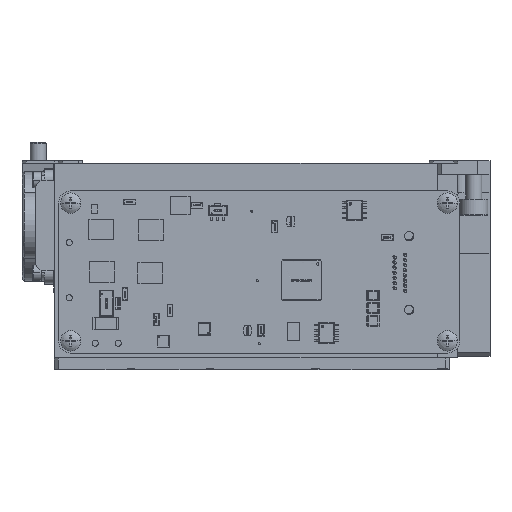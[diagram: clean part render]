
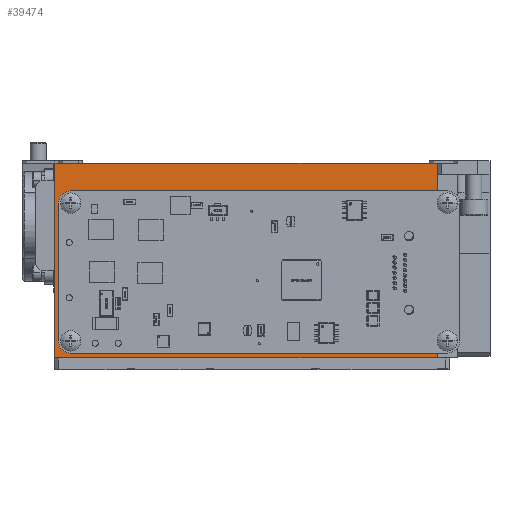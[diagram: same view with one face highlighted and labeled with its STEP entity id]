
A CAD part, front view. The second image highlights one B-rep face of the part: STEP entity #39474.
In plain terms, the highlighted planar face has unit normal (0, -1, 0).
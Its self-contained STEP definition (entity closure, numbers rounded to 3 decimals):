
#3677=DIRECTION('',(0.078,0.,-0.997));
#3678=VECTOR('',#3677,0.472);
#3679=CARTESIAN_POINT('',(-77.709,-24.7,-4.25));
#3680=LINE('',#3679,#3678);
#3681=DIRECTION('',(0.233,0.,-0.972));
#3682=VECTOR('',#3681,0.472);
#3683=CARTESIAN_POINT('',(-77.672,-24.7,-4.721));
#3684=LINE('',#3683,#3682);
#3685=DIRECTION('',(0.383,0.,-0.924));
#3686=VECTOR('',#3685,0.472);
#3687=CARTESIAN_POINT('',(-77.562,-24.7,-5.18));
#3688=LINE('',#3687,#3686);
#3689=DIRECTION('',(0.523,0.,-0.853));
#3690=VECTOR('',#3689,0.472);
#3691=CARTESIAN_POINT('',(-77.381,-24.7,-5.616));
#3692=LINE('',#3691,#3690);
#3693=DIRECTION('',(0.649,0.,-0.76));
#3694=VECTOR('',#3693,0.472);
#3695=CARTESIAN_POINT('',(-77.135,-24.7,-6.019));
#3696=LINE('',#3695,#3694);
#3697=DIRECTION('',(0.76,0.,-0.649));
#3698=VECTOR('',#3697,0.472);
#3699=CARTESIAN_POINT('',(-76.828,-24.7,-6.378));
#3700=LINE('',#3699,#3698);
#3701=DIRECTION('',(0.853,0.,-0.523));
#3702=VECTOR('',#3701,0.472);
#3703=CARTESIAN_POINT('',(-76.469,-24.7,-6.685));
#3704=LINE('',#3703,#3702);
#3705=DIRECTION('',(0.924,0.,-0.383));
#3706=VECTOR('',#3705,0.472);
#3707=CARTESIAN_POINT('',(-76.066,-24.7,-6.931));
#3708=LINE('',#3707,#3706);
#3709=DIRECTION('',(0.972,0.,-0.233));
#3710=VECTOR('',#3709,0.472);
#3711=CARTESIAN_POINT('',(-75.63,-24.7,-7.112));
#3712=LINE('',#3711,#3710);
#3713=CARTESIAN_POINT('',(-75.171,-24.7,-7.222));
#3714=CARTESIAN_POINT('',(-75.014,-24.7,-7.235));
#3715=CARTESIAN_POINT('',(-74.857,-24.7,-7.242));
#3716=CARTESIAN_POINT('',(-74.7,-24.7,-7.255));
#3718=DIRECTION('',(-1.,0.,0.));
#3719=VECTOR('',#3718,90.5);
#3720=CARTESIAN_POINT('',(15.8,-24.7,-7.259));
#3721=LINE('',#3720,#3719);
#3722=DIRECTION('',(0.,0.,1.));
#3723=VECTOR('',#3722,1.191);
#3724=CARTESIAN_POINT('',(15.8,-24.7,-8.45));
#3725=LINE('',#3724,#3723);
#3726=DIRECTION('',(1.,0.,0.));
#3727=VECTOR('',#3726,94.5);
#3728=CARTESIAN_POINT('',(-78.7,-24.7,-8.45));
#3729=LINE('',#3728,#3727);
#3730=DIRECTION('',(0.,0.,-1.));
#3731=VECTOR('',#3730,48.);
#3732=CARTESIAN_POINT('',(-78.7,-24.7,39.55));
#3733=LINE('',#3732,#3731);
#3734=DIRECTION('',(-1.,0.,0.));
#3735=VECTOR('',#3734,94.5);
#3736=CARTESIAN_POINT('',(15.8,-24.7,39.55));
#3737=LINE('',#3736,#3735);
#3738=DIRECTION('',(0.,0.,1.));
#3739=VECTOR('',#3738,6.8);
#3740=CARTESIAN_POINT('',(15.8,-24.7,32.75));
#3741=LINE('',#3740,#3739);
#3742=DIRECTION('',(-1.,0.,0.));
#3743=VECTOR('',#3742,90.5);
#3744=CARTESIAN_POINT('',(15.8,-24.7,32.75));
#3745=LINE('',#3744,#3743);
#3746=DIRECTION('',(-0.997,0.,-0.078));
#3747=VECTOR('',#3746,0.472);
#3748=CARTESIAN_POINT('',(-74.7,-24.7,32.759));
#3749=LINE('',#3748,#3747);
#3750=DIRECTION('',(-0.972,0.,-0.233));
#3751=VECTOR('',#3750,0.472);
#3752=CARTESIAN_POINT('',(-75.171,-24.7,32.722));
#3753=LINE('',#3752,#3751);
#3754=DIRECTION('',(-0.924,0.,-0.383));
#3755=VECTOR('',#3754,0.472);
#3756=CARTESIAN_POINT('',(-75.63,-24.7,32.612));
#3757=LINE('',#3756,#3755);
#3758=DIRECTION('',(-0.853,0.,-0.523));
#3759=VECTOR('',#3758,0.472);
#3760=CARTESIAN_POINT('',(-76.066,-24.7,32.431));
#3761=LINE('',#3760,#3759);
#3762=DIRECTION('',(-0.76,0.,-0.649));
#3763=VECTOR('',#3762,0.472);
#3764=CARTESIAN_POINT('',(-76.469,-24.7,32.185));
#3765=LINE('',#3764,#3763);
#3766=DIRECTION('',(-0.649,0.,-0.76));
#3767=VECTOR('',#3766,0.472);
#3768=CARTESIAN_POINT('',(-76.828,-24.7,31.878));
#3769=LINE('',#3768,#3767);
#3770=DIRECTION('',(-0.523,0.,-0.853));
#3771=VECTOR('',#3770,0.472);
#3772=CARTESIAN_POINT('',(-77.135,-24.7,31.519));
#3773=LINE('',#3772,#3771);
#3774=DIRECTION('',(-0.383,0.,-0.924));
#3775=VECTOR('',#3774,0.472);
#3776=CARTESIAN_POINT('',(-77.381,-24.7,31.116));
#3777=LINE('',#3776,#3775);
#3778=DIRECTION('',(-0.233,0.,-0.972));
#3779=VECTOR('',#3778,0.472);
#3780=CARTESIAN_POINT('',(-77.562,-24.7,30.68));
#3781=LINE('',#3780,#3779);
#3782=CARTESIAN_POINT('',(-77.672,-24.7,30.221));
#3783=CARTESIAN_POINT('',(-77.685,-24.7,30.064));
#3784=CARTESIAN_POINT('',(-77.692,-24.7,29.907));
#3785=CARTESIAN_POINT('',(-77.705,-24.7,29.75));
#3787=DIRECTION('',(0.,0.,-1.));
#3788=VECTOR('',#3787,34.);
#3789=CARTESIAN_POINT('',(-77.705,-24.7,29.75));
#3790=LINE('',#3789,#3788);
#29908=CARTESIAN_POINT('',(-78.7,-24.7,-8.45));
#29909=CARTESIAN_POINT('',(15.8,-24.7,-8.45));
#29910=VERTEX_POINT('',#29908);
#29911=VERTEX_POINT('',#29909);
#29912=CARTESIAN_POINT('',(15.8,-24.7,39.55));
#29913=CARTESIAN_POINT('',(-78.7,-24.7,39.55));
#29914=VERTEX_POINT('',#29912);
#29915=VERTEX_POINT('',#29913);
#35299=CARTESIAN_POINT('',(-77.709,-24.7,-4.25));
#35300=CARTESIAN_POINT('',(-77.672,-24.7,-4.721));
#35301=VERTEX_POINT('',#35299);
#35302=VERTEX_POINT('',#35300);
#35303=CARTESIAN_POINT('',(-77.562,-24.7,-5.18));
#35304=VERTEX_POINT('',#35303);
#35305=CARTESIAN_POINT('',(-77.381,-24.7,-5.616));
#35306=VERTEX_POINT('',#35305);
#35307=CARTESIAN_POINT('',(-77.135,-24.7,-6.019));
#35308=VERTEX_POINT('',#35307);
#35309=CARTESIAN_POINT('',(-76.828,-24.7,-6.378));
#35310=VERTEX_POINT('',#35309);
#35311=CARTESIAN_POINT('',(-76.469,-24.7,-6.685));
#35312=VERTEX_POINT('',#35311);
#35313=CARTESIAN_POINT('',(-76.066,-24.7,-6.931));
#35314=VERTEX_POINT('',#35313);
#35315=CARTESIAN_POINT('',(-75.63,-24.7,-7.112));
#35316=VERTEX_POINT('',#35315);
#35317=CARTESIAN_POINT('',(-75.171,-24.7,-7.222));
#35318=VERTEX_POINT('',#35317);
#35319=VERTEX_POINT('',#3716);
#35320=CARTESIAN_POINT('',(15.8,-24.7,-7.259));
#35321=VERTEX_POINT('',#35320);
#35322=CARTESIAN_POINT('',(15.8,-24.7,32.75));
#35323=CARTESIAN_POINT('',(-74.7,-24.7,32.759));
#35324=VERTEX_POINT('',#35322);
#35325=VERTEX_POINT('',#35323);
#35326=CARTESIAN_POINT('',(-75.171,-24.7,32.722));
#35327=VERTEX_POINT('',#35326);
#35328=CARTESIAN_POINT('',(-75.63,-24.7,32.612));
#35329=VERTEX_POINT('',#35328);
#35330=CARTESIAN_POINT('',(-76.066,-24.7,32.431));
#35331=VERTEX_POINT('',#35330);
#35332=CARTESIAN_POINT('',(-76.469,-24.7,32.185));
#35333=VERTEX_POINT('',#35332);
#35334=CARTESIAN_POINT('',(-76.828,-24.7,31.878));
#35335=VERTEX_POINT('',#35334);
#35336=CARTESIAN_POINT('',(-77.135,-24.7,31.519));
#35337=VERTEX_POINT('',#35336);
#35338=CARTESIAN_POINT('',(-77.381,-24.7,31.116));
#35339=VERTEX_POINT('',#35338);
#35340=CARTESIAN_POINT('',(-77.562,-24.7,30.68));
#35341=VERTEX_POINT('',#35340);
#35342=CARTESIAN_POINT('',(-77.672,-24.7,30.221));
#35343=VERTEX_POINT('',#35342);
#35344=VERTEX_POINT('',#3785);
#39416=CARTESIAN_POINT('',(-77.709,-24.7,-4.25));
#39417=DIRECTION('',(0.,1.,0.));
#39418=DIRECTION('',(-1.,0.,0.));
#39419=AXIS2_PLACEMENT_3D('',#39416,#39417,#39418);
#39420=PLANE('',#39419);
#39422=ORIENTED_EDGE('',*,*,#39421,.T.);
#39424=ORIENTED_EDGE('',*,*,#39423,.T.);
#39426=ORIENTED_EDGE('',*,*,#39425,.T.);
#39428=ORIENTED_EDGE('',*,*,#39427,.T.);
#39430=ORIENTED_EDGE('',*,*,#39429,.T.);
#39432=ORIENTED_EDGE('',*,*,#39431,.T.);
#39434=ORIENTED_EDGE('',*,*,#39433,.T.);
#39436=ORIENTED_EDGE('',*,*,#39435,.T.);
#39438=ORIENTED_EDGE('',*,*,#39437,.T.);
#39440=ORIENTED_EDGE('',*,*,#39439,.T.);
#39442=ORIENTED_EDGE('',*,*,#39441,.F.);
#39443=ORIENTED_EDGE('',*,*,#38118,.F.);
#39444=ORIENTED_EDGE('',*,*,#39396,.F.);
#39445=ORIENTED_EDGE('',*,*,#36789,.F.);
#39446=ORIENTED_EDGE('',*,*,#37565,.F.);
#39447=ORIENTED_EDGE('',*,*,#37830,.F.);
#39449=ORIENTED_EDGE('',*,*,#39448,.T.);
#39451=ORIENTED_EDGE('',*,*,#39450,.T.);
#39453=ORIENTED_EDGE('',*,*,#39452,.T.);
#39455=ORIENTED_EDGE('',*,*,#39454,.T.);
#39457=ORIENTED_EDGE('',*,*,#39456,.T.);
#39459=ORIENTED_EDGE('',*,*,#39458,.T.);
#39461=ORIENTED_EDGE('',*,*,#39460,.T.);
#39463=ORIENTED_EDGE('',*,*,#39462,.T.);
#39465=ORIENTED_EDGE('',*,*,#39464,.T.);
#39467=ORIENTED_EDGE('',*,*,#39466,.T.);
#39469=ORIENTED_EDGE('',*,*,#39468,.T.);
#39471=ORIENTED_EDGE('',*,*,#39470,.T.);
#39472=EDGE_LOOP('',(#39422,#39424,#39426,#39428,#39430,#39432,#39434,#39436,
#39438,#39440,#39442,#39443,#39444,#39445,#39446,#39447,#39449,#39451,#39453,
#39455,#39457,#39459,#39461,#39463,#39465,#39467,#39469,#39471));
#39473=FACE_OUTER_BOUND('',#39472,.F.);
#39474=ADVANCED_FACE('',(#39473),#39420,.F.);
#3717=B_SPLINE_CURVE_WITH_KNOTS('',3,(#3713,#3714,#3715,#3716),.UNSPECIFIED.,
.F.,.F.,(4,4),(0.,1.),.UNSPECIFIED.);
#3786=B_SPLINE_CURVE_WITH_KNOTS('',3,(#3782,#3783,#3784,#3785),.UNSPECIFIED.,
.F.,.F.,(4,4),(0.,1.),.UNSPECIFIED.);
#36789=EDGE_CURVE('',#29915,#29910,#3733,.T.);
#37565=EDGE_CURVE('',#29914,#29915,#3737,.T.);
#37830=EDGE_CURVE('',#35324,#29914,#3741,.T.);
#38118=EDGE_CURVE('',#29911,#35321,#3725,.T.);
#39396=EDGE_CURVE('',#29910,#29911,#3729,.T.);
#39421=EDGE_CURVE('',#35301,#35302,#3680,.T.);
#39423=EDGE_CURVE('',#35302,#35304,#3684,.T.);
#39425=EDGE_CURVE('',#35304,#35306,#3688,.T.);
#39427=EDGE_CURVE('',#35306,#35308,#3692,.T.);
#39429=EDGE_CURVE('',#35308,#35310,#3696,.T.);
#39431=EDGE_CURVE('',#35310,#35312,#3700,.T.);
#39433=EDGE_CURVE('',#35312,#35314,#3704,.T.);
#39435=EDGE_CURVE('',#35314,#35316,#3708,.T.);
#39437=EDGE_CURVE('',#35316,#35318,#3712,.T.);
#39439=EDGE_CURVE('',#35318,#35319,#3717,.T.);
#39441=EDGE_CURVE('',#35321,#35319,#3721,.T.);
#39448=EDGE_CURVE('',#35324,#35325,#3745,.T.);
#39450=EDGE_CURVE('',#35325,#35327,#3749,.T.);
#39452=EDGE_CURVE('',#35327,#35329,#3753,.T.);
#39454=EDGE_CURVE('',#35329,#35331,#3757,.T.);
#39456=EDGE_CURVE('',#35331,#35333,#3761,.T.);
#39458=EDGE_CURVE('',#35333,#35335,#3765,.T.);
#39460=EDGE_CURVE('',#35335,#35337,#3769,.T.);
#39462=EDGE_CURVE('',#35337,#35339,#3773,.T.);
#39464=EDGE_CURVE('',#35339,#35341,#3777,.T.);
#39466=EDGE_CURVE('',#35341,#35343,#3781,.T.);
#39468=EDGE_CURVE('',#35343,#35344,#3786,.T.);
#39470=EDGE_CURVE('',#35344,#35301,#3790,.T.);
